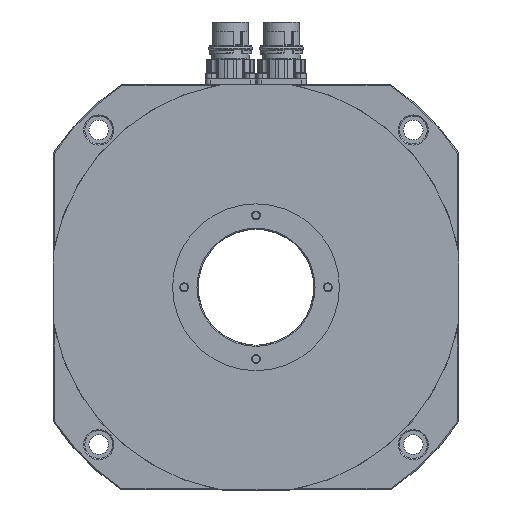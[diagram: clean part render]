
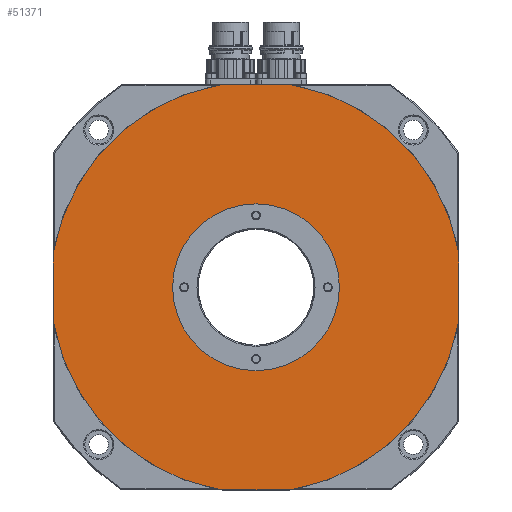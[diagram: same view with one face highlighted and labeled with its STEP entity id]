
A CAD part, left-side view. The second image highlights one B-rep face of the part: STEP entity #51371.
In plain terms, the highlighted planar face has unit normal (-1, 0, 0).
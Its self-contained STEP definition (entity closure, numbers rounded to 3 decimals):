
#1530 = AXIS2_PLACEMENT_3D ( 'NONE', #86017, #31052, #58002 ) ;
#3180 = DIRECTION ( 'NONE',  ( -1., 0., 0. ) ) ;
#4459 = CIRCLE ( 'NONE', #37471, 88.75 ) ;
#6856 = AXIS2_PLACEMENT_3D ( 'NONE', #67752, #20420, #20816 ) ;
#7992 = VERTEX_POINT ( 'NONE', #78390 ) ;
#9364 = EDGE_LOOP ( 'NONE', ( #75227, #32187, #85494, #77328, #86405, #11636, #29898, #30793 ) ) ;
#10834 = DIRECTION ( 'NONE',  ( -1., 0., 0. ) ) ;
#10984 = EDGE_CURVE ( 'NONE', #22101, #34385, #30085, .T. ) ;
#11636 = ORIENTED_EDGE ( 'NONE', *, *, #51752, .T. ) ;
#13781 = CIRCLE ( 'NONE', #110201, 36. ) ;
#15467 = FACE_BOUND ( 'NONE', #58313, .T. ) ;
#20420 = DIRECTION ( 'NONE',  ( -1., 0., 0. ) ) ;
#20614 = DIRECTION ( 'NONE',  ( 0., -1., 0. ) ) ;
#20685 = VERTEX_POINT ( 'NONE', #96874 ) ;
#20816 = DIRECTION ( 'NONE',  ( 0., 0., 1. ) ) ;
#22101 = VERTEX_POINT ( 'NONE', #41634 ) ;
#22611 = CARTESIAN_POINT ( 'NONE',  ( -47.5, 87.5, 87.5 ) ) ;
#23422 = CARTESIAN_POINT ( 'NONE',  ( -47.5, 0., -36. ) ) ;
#24066 = EDGE_CURVE ( 'NONE', #96620, #29457, #39506, .T. ) ;
#26009 = CARTESIAN_POINT ( 'NONE',  ( -47.5, -87.5, 87.5 ) ) ;
#28266 = CARTESIAN_POINT ( 'NONE',  ( -47.5, 87.5, -87.5 ) ) ;
#29457 = VERTEX_POINT ( 'NONE', #92330 ) ;
#29898 = ORIENTED_EDGE ( 'NONE', *, *, #85917, .T. ) ;
#30085 = CIRCLE ( 'NONE', #1530, 36. ) ;
#30793 = ORIENTED_EDGE ( 'NONE', *, *, #62583, .T. ) ;
#31052 = DIRECTION ( 'NONE',  ( -1., 0., 0. ) ) ;
#31342 = PLANE ( 'NONE',  #101623 ) ;
#32187 = ORIENTED_EDGE ( 'NONE', *, *, #94976, .T. ) ;
#32210 = CARTESIAN_POINT ( 'NONE',  ( -47.5, 87.5, 14.843 ) ) ;
#34385 = VERTEX_POINT ( 'NONE', #23422 ) ;
#34777 = EDGE_CURVE ( 'NONE', #34385, #22101, #13781, .T. ) ;
#37471 = AXIS2_PLACEMENT_3D ( 'NONE', #47816, #113883, #111855 ) ;
#37788 = EDGE_CURVE ( 'NONE', #110596, #68614, #115220, .T. ) ;
#39506 = LINE ( 'NONE', #71956, #116884 ) ;
#40216 = CARTESIAN_POINT ( 'NONE',  ( -47.5, 0., 0. ) ) ;
#41634 = CARTESIAN_POINT ( 'NONE',  ( -47.5, 0., 36. ) ) ;
#45701 = DIRECTION ( 'NONE',  ( 0., 0., 1. ) ) ;
#46564 = DIRECTION ( 'NONE',  ( 0., 0., 1. ) ) ;
#47816 = CARTESIAN_POINT ( 'NONE',  ( -47.5, 0., 0. ) ) ;
#48115 = CARTESIAN_POINT ( 'NONE',  ( -47.5, 0., 0. ) ) ;
#51371 = ADVANCED_FACE ( 'NONE', ( #92866, #15467 ), #31342, .T. ) ;
#51752 = EDGE_CURVE ( 'NONE', #20685, #95561, #54098, .T. ) ;
#53205 = LINE ( 'NONE', #22611, #104739 ) ;
#54098 = CIRCLE ( 'NONE', #74795, 88.75 ) ;
#56844 = EDGE_CURVE ( 'NONE', #68614, #20685, #63455, .T. ) ;
#58002 = DIRECTION ( 'NONE',  ( 0., 0., 1. ) ) ;
#58313 = EDGE_LOOP ( 'NONE', ( #72205, #89874 ) ) ;
#62583 = EDGE_CURVE ( 'NONE', #7992, #96620, #4459, .T. ) ;
#63455 = LINE ( 'NONE', #28266, #110778 ) ;
#64194 = DIRECTION ( 'NONE',  ( -1., 0., 0. ) ) ;
#65677 = CARTESIAN_POINT ( 'NONE',  ( -47.5, 14.843, -87.5 ) ) ;
#66494 = DIRECTION ( 'NONE',  ( 0., 0., 1. ) ) ;
#67624 = CARTESIAN_POINT ( 'NONE',  ( -47.5, -14.843, 87.5 ) ) ;
#67752 = CARTESIAN_POINT ( 'NONE',  ( -47.5, 0., 0. ) ) ;
#68614 = VERTEX_POINT ( 'NONE', #65677 ) ;
#71956 = CARTESIAN_POINT ( 'NONE',  ( -47.5, 87.5, 87.5 ) ) ;
#72205 = ORIENTED_EDGE ( 'NONE', *, *, #34777, .F. ) ;
#72740 = DIRECTION ( 'NONE',  ( 0., 1., 0. ) ) ;
#73686 = CARTESIAN_POINT ( 'NONE',  ( -47.5, -87.5, -14.843 ) ) ;
#74055 = LINE ( 'NONE', #26009, #81159 ) ;
#74542 = EDGE_CURVE ( 'NONE', #74556, #110596, #53205, .T. ) ;
#74556 = VERTEX_POINT ( 'NONE', #32210 ) ;
#74795 = AXIS2_PLACEMENT_3D ( 'NONE', #91789, #10834, #92990 ) ;
#75227 = ORIENTED_EDGE ( 'NONE', *, *, #24066, .T. ) ;
#75538 = AXIS2_PLACEMENT_3D ( 'NONE', #101002, #64194, #46564 ) ;
#77328 = ORIENTED_EDGE ( 'NONE', *, *, #37788, .T. ) ;
#78390 = CARTESIAN_POINT ( 'NONE',  ( -47.5, -87.5, 14.843 ) ) ;
#81159 = VECTOR ( 'NONE', #45701, 1000. ) ;
#85494 = ORIENTED_EDGE ( 'NONE', *, *, #74542, .T. ) ;
#85917 = EDGE_CURVE ( 'NONE', #95561, #7992, #74055, .T. ) ;
#86017 = CARTESIAN_POINT ( 'NONE',  ( -47.5, 0., 0. ) ) ;
#86405 = ORIENTED_EDGE ( 'NONE', *, *, #56844, .T. ) ;
#89052 = CIRCLE ( 'NONE', #75538, 88.75 ) ;
#89874 = ORIENTED_EDGE ( 'NONE', *, *, #10984, .F. ) ;
#91789 = CARTESIAN_POINT ( 'NONE',  ( -47.5, 0., 0. ) ) ;
#92330 = CARTESIAN_POINT ( 'NONE',  ( -47.5, 14.843, 87.5 ) ) ;
#92866 = FACE_OUTER_BOUND ( 'NONE', #9364, .T. ) ;
#92990 = DIRECTION ( 'NONE',  ( 0., 0., 1. ) ) ;
#94976 = EDGE_CURVE ( 'NONE', #29457, #74556, #89052, .T. ) ;
#95561 = VERTEX_POINT ( 'NONE', #73686 ) ;
#95629 = CARTESIAN_POINT ( 'NONE',  ( -47.5, 87.5, -14.843 ) ) ;
#96620 = VERTEX_POINT ( 'NONE', #67624 ) ;
#96874 = CARTESIAN_POINT ( 'NONE',  ( -47.5, -14.843, -87.5 ) ) ;
#101002 = CARTESIAN_POINT ( 'NONE',  ( -47.5, 0., 0. ) ) ;
#101623 = AXIS2_PLACEMENT_3D ( 'NONE', #40216, #104302, #104705 ) ;
#104302 = DIRECTION ( 'NONE',  ( -1., 0., 0. ) ) ;
#104705 = DIRECTION ( 'NONE',  ( 0., 0., 1. ) ) ;
#104739 = VECTOR ( 'NONE', #115162, 1000. ) ;
#110201 = AXIS2_PLACEMENT_3D ( 'NONE', #48115, #3180, #66494 ) ;
#110596 = VERTEX_POINT ( 'NONE', #95629 ) ;
#110778 = VECTOR ( 'NONE', #20614, 1000. ) ;
#111855 = DIRECTION ( 'NONE',  ( 0., 0., 1. ) ) ;
#113883 = DIRECTION ( 'NONE',  ( -1., 0., 0. ) ) ;
#115162 = DIRECTION ( 'NONE',  ( 0., 0., -1. ) ) ;
#115220 = CIRCLE ( 'NONE', #6856, 88.75 ) ;
#116884 = VECTOR ( 'NONE', #72740, 1000. ) ;
